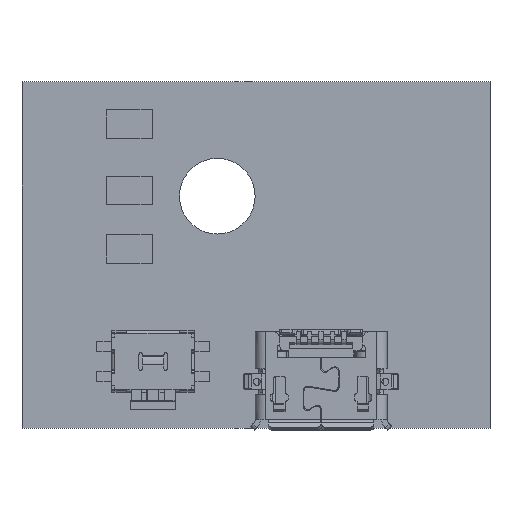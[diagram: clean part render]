
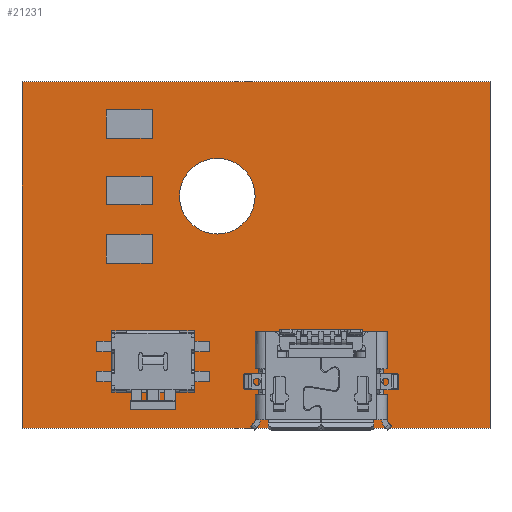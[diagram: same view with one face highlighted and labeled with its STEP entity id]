
A CAD part, top view. The second image highlights one B-rep face of the part: STEP entity #21231.
In plain terms, the highlighted planar face has unit normal (0, 0, 1).
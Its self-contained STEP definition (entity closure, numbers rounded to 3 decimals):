
#173=FACE_BOUND('',#3266,.T.);
#830=PLANE('',#23841);
#2443=FACE_OUTER_BOUND('',#3265,.T.);
#3265=EDGE_LOOP('',(#20205,#20206,#20207,#20208));
#3266=EDGE_LOOP('',(#20209));
#3968=CIRCLE('',#23835,2.15);
#6598=LINE('',#38746,#9236);
#6601=LINE('',#38752,#9239);
#6604=LINE('',#38758,#9242);
#6607=LINE('',#38762,#9245);
#9236=VECTOR('',#29562,10.);
#9239=VECTOR('',#29567,10.);
#9242=VECTOR('',#29572,10.);
#9245=VECTOR('',#29577,10.);
#12388=VERTEX_POINT('',#38734);
#12392=VERTEX_POINT('',#38743);
#12393=VERTEX_POINT('',#38745);
#12395=VERTEX_POINT('',#38751);
#12397=VERTEX_POINT('',#38757);
#15846=EDGE_CURVE('',#12388,#12388,#3968,.T.);
#15851=EDGE_CURVE('',#12393,#12392,#6598,.T.);
#15854=EDGE_CURVE('',#12395,#12393,#6601,.T.);
#15857=EDGE_CURVE('',#12397,#12395,#6604,.T.);
#15860=EDGE_CURVE('',#12392,#12397,#6607,.T.);
#20205=ORIENTED_EDGE('',*,*,#15860,.T.);
#20206=ORIENTED_EDGE('',*,*,#15857,.T.);
#20207=ORIENTED_EDGE('',*,*,#15854,.T.);
#20208=ORIENTED_EDGE('',*,*,#15851,.T.);
#20209=ORIENTED_EDGE('',*,*,#15846,.T.);
#21231=ADVANCED_FACE('',(#2443,#173),#830,.T.);
#23835=AXIS2_PLACEMENT_3D('',#38735,#29553,#29554);
#23841=AXIS2_PLACEMENT_3D('',#38763,#29578,#29579);
#29553=DIRECTION('center_axis',(0.,0.,-1.));
#29554=DIRECTION('ref_axis',(-1.,0.,0.));
#29562=DIRECTION('',(-1.,0.,0.));
#29567=DIRECTION('',(0.,1.,0.));
#29572=DIRECTION('',(1.,0.,0.));
#29577=DIRECTION('',(0.,-1.,0.));
#29578=DIRECTION('center_axis',(0.,0.,1.));
#29579=DIRECTION('ref_axis',(1.,0.,0.));
#38734=CARTESIAN_POINT('',(13.25,13.2,1.52));
#38735=CARTESIAN_POINT('Origin',(11.1,13.2,1.52));
#38743=CARTESIAN_POINT('',(0.,19.7,1.52));
#38745=CARTESIAN_POINT('',(26.6,19.7,1.52));
#38746=CARTESIAN_POINT('',(26.6,19.7,1.52));
#38751=CARTESIAN_POINT('',(26.6,0.,1.52));
#38752=CARTESIAN_POINT('',(26.6,0.,1.52));
#38757=CARTESIAN_POINT('',(0.,0.,1.52));
#38758=CARTESIAN_POINT('',(0.,0.,1.52));
#38762=CARTESIAN_POINT('',(0.,19.7,1.52));
#38763=CARTESIAN_POINT('Origin',(13.3,9.85,1.52));
